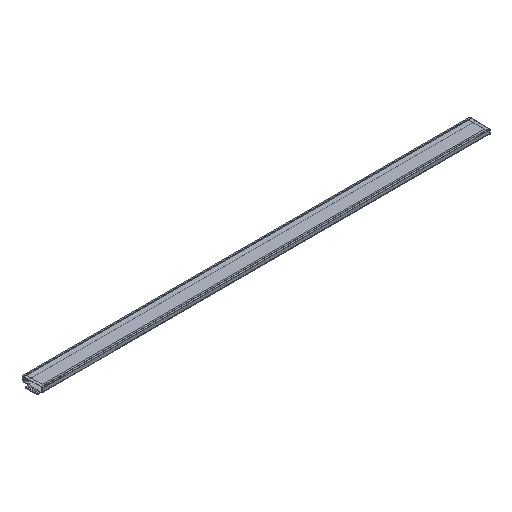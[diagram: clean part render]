
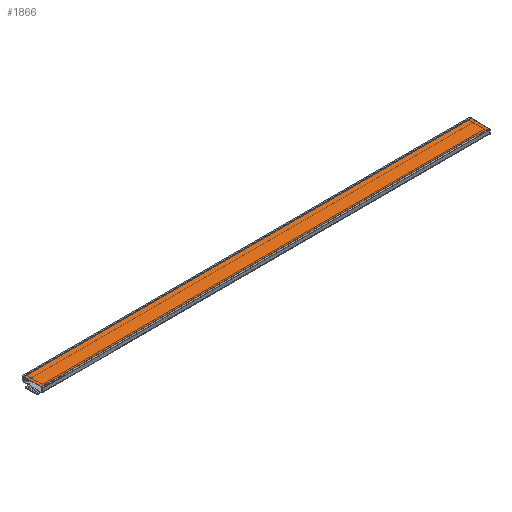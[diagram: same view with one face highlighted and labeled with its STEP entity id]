
A CAD part, isometric view. The second image highlights one B-rep face of the part: STEP entity #1866.
In plain terms, the highlighted planar face has unit normal (0, 0, 1).
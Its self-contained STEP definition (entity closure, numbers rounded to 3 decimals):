
#2 = CARTESIAN_POINT ( 'NONE',  ( -2., 13.4, 0. ) ) ;
#68 = DIRECTION ( 'NONE',  ( 0., 1., 0. ) ) ;
#82 = CARTESIAN_POINT ( 'NONE',  ( -2., 0.7, 0. ) ) ;
#220 = LINE ( 'NONE', #333, #366 ) ;
#299 = LINE ( 'NONE', #82, #1907 ) ;
#333 = CARTESIAN_POINT ( 'NONE',  ( -2., 13.4, 0. ) ) ;
#366 = VECTOR ( 'NONE', #579, 1000. ) ;
#423 = EDGE_CURVE ( 'NONE', #2399, #1269, #299, .T. ) ;
#439 = DIRECTION ( 'NONE',  ( -1., 0., 0. ) ) ;
#520 = EDGE_CURVE ( 'NONE', #1269, #2496, #578, .T. ) ;
#578 = LINE ( 'NONE', #1180, #1019 ) ;
#579 = DIRECTION ( 'NONE',  ( -1., 0., 0. ) ) ;
#683 = ORIENTED_EDGE ( 'NONE', *, *, #2137, .T. ) ;
#760 = CARTESIAN_POINT ( 'NONE',  ( -2., 0., 0. ) ) ;
#1019 = VECTOR ( 'NONE', #68, 1000. ) ;
#1180 = CARTESIAN_POINT ( 'NONE',  ( 318.8, 0., 0. ) ) ;
#1269 = VERTEX_POINT ( 'NONE', #2385 ) ;
#1284 = CARTESIAN_POINT ( 'NONE',  ( -2., 0.7, 0. ) ) ;
#1732 = CARTESIAN_POINT ( 'NONE',  ( 318.8, 13.4, 0. ) ) ;
#1842 = VERTEX_POINT ( 'NONE', #2 ) ;
#1866 = ADVANCED_FACE ( 'NONE', ( #2719 ), #1911, .F. ) ;
#1907 = VECTOR ( 'NONE', #1980, 1000. ) ;
#1911 = PLANE ( 'NONE',  #2721 ) ;
#1953 = ORIENTED_EDGE ( 'NONE', *, *, #520, .T. ) ;
#1980 = DIRECTION ( 'NONE',  ( 1., 0., 0. ) ) ;
#2121 = EDGE_LOOP ( 'NONE', ( #2287, #1953, #2212, #683 ) ) ;
#2124 = CARTESIAN_POINT ( 'NONE',  ( 0., 0., 0. ) ) ;
#2129 = LINE ( 'NONE', #760, #2648 ) ;
#2137 = EDGE_CURVE ( 'NONE', #1842, #2399, #2129, .T. ) ;
#2212 = ORIENTED_EDGE ( 'NONE', *, *, #2358, .T. ) ;
#2287 = ORIENTED_EDGE ( 'NONE', *, *, #423, .T. ) ;
#2353 = DIRECTION ( 'NONE',  ( 0., 0., -1. ) ) ;
#2358 = EDGE_CURVE ( 'NONE', #2496, #1842, #220, .T. ) ;
#2385 = CARTESIAN_POINT ( 'NONE',  ( 318.8, 0.7, 0. ) ) ;
#2399 = VERTEX_POINT ( 'NONE', #1284 ) ;
#2496 = VERTEX_POINT ( 'NONE', #1732 ) ;
#2640 = DIRECTION ( 'NONE',  ( 0., -1., 0. ) ) ;
#2648 = VECTOR ( 'NONE', #2640, 1000. ) ;
#2719 = FACE_OUTER_BOUND ( 'NONE', #2121, .T. ) ;
#2721 = AXIS2_PLACEMENT_3D ( 'NONE', #2124, #2353, #439 ) ;
